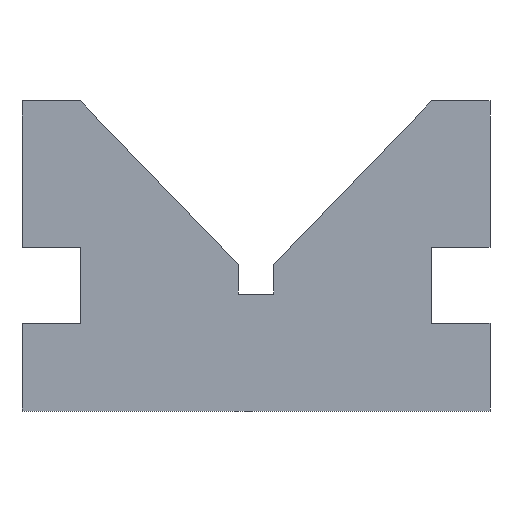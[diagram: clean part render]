
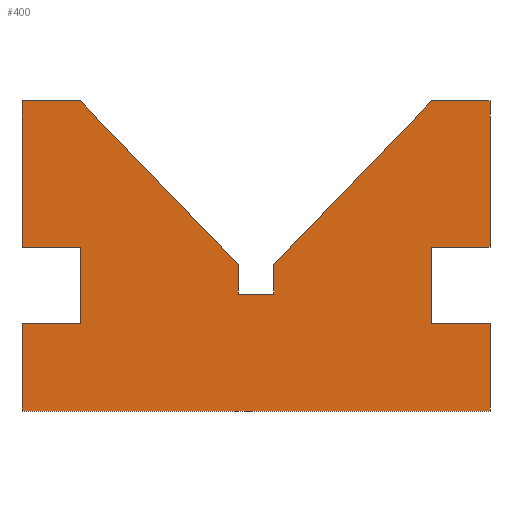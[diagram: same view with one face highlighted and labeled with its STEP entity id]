
A CAD part, front view. The second image highlights one B-rep face of the part: STEP entity #400.
In plain terms, the highlighted planar face has unit normal (0, -1, 0).
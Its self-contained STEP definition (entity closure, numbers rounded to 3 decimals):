
#34=FACE_OUTER_BOUND('',#54,.T.);
#54=EDGE_LOOP('',(#343,#344,#345,#346,#347,#348,#349,#350,#351,#352,#353,
#354,#355,#356,#357,#358,#359,#360));
#55=LINE('',#535,#109);
#59=LINE('',#543,#113);
#62=LINE('',#549,#116);
#65=LINE('',#555,#119);
#68=LINE('',#561,#122);
#71=LINE('',#567,#125);
#74=LINE('',#573,#128);
#77=LINE('',#579,#131);
#80=LINE('',#585,#134);
#83=LINE('',#591,#137);
#86=LINE('',#597,#140);
#89=LINE('',#603,#143);
#92=LINE('',#609,#146);
#95=LINE('',#615,#149);
#98=LINE('',#621,#152);
#101=LINE('',#627,#155);
#104=LINE('',#633,#158);
#107=LINE('',#638,#161);
#109=VECTOR('',#439,10.);
#113=VECTOR('',#445,10.);
#116=VECTOR('',#450,10.);
#119=VECTOR('',#455,10.);
#122=VECTOR('',#460,10.);
#125=VECTOR('',#465,10.);
#128=VECTOR('',#470,10.);
#131=VECTOR('',#475,10.);
#134=VECTOR('',#480,10.);
#137=VECTOR('',#485,10.);
#140=VECTOR('',#490,10.);
#143=VECTOR('',#495,10.);
#146=VECTOR('',#500,10.);
#149=VECTOR('',#505,10.);
#152=VECTOR('',#510,10.);
#155=VECTOR('',#515,10.);
#158=VECTOR('',#520,10.);
#161=VECTOR('',#525,10.);
#163=VERTEX_POINT('',#533);
#164=VERTEX_POINT('',#534);
#167=VERTEX_POINT('',#542);
#169=VERTEX_POINT('',#548);
#171=VERTEX_POINT('',#554);
#173=VERTEX_POINT('',#560);
#175=VERTEX_POINT('',#566);
#177=VERTEX_POINT('',#572);
#179=VERTEX_POINT('',#578);
#181=VERTEX_POINT('',#584);
#183=VERTEX_POINT('',#590);
#185=VERTEX_POINT('',#596);
#187=VERTEX_POINT('',#602);
#189=VERTEX_POINT('',#608);
#191=VERTEX_POINT('',#614);
#193=VERTEX_POINT('',#620);
#195=VERTEX_POINT('',#626);
#197=VERTEX_POINT('',#632);
#199=EDGE_CURVE('',#163,#164,#55,.T.);
#203=EDGE_CURVE('',#164,#167,#59,.T.);
#206=EDGE_CURVE('',#167,#169,#62,.T.);
#209=EDGE_CURVE('',#169,#171,#65,.T.);
#212=EDGE_CURVE('',#171,#173,#68,.T.);
#215=EDGE_CURVE('',#173,#175,#71,.T.);
#218=EDGE_CURVE('',#175,#177,#74,.T.);
#221=EDGE_CURVE('',#177,#179,#77,.T.);
#224=EDGE_CURVE('',#181,#179,#80,.T.);
#227=EDGE_CURVE('',#183,#181,#83,.T.);
#230=EDGE_CURVE('',#185,#183,#86,.T.);
#233=EDGE_CURVE('',#187,#185,#89,.T.);
#236=EDGE_CURVE('',#189,#187,#92,.T.);
#239=EDGE_CURVE('',#191,#189,#95,.T.);
#242=EDGE_CURVE('',#193,#191,#98,.T.);
#245=EDGE_CURVE('',#195,#193,#101,.T.);
#248=EDGE_CURVE('',#197,#195,#104,.T.);
#251=EDGE_CURVE('',#163,#197,#107,.T.);
#343=ORIENTED_EDGE('',*,*,#251,.F.);
#344=ORIENTED_EDGE('',*,*,#199,.T.);
#345=ORIENTED_EDGE('',*,*,#203,.T.);
#346=ORIENTED_EDGE('',*,*,#206,.T.);
#347=ORIENTED_EDGE('',*,*,#209,.T.);
#348=ORIENTED_EDGE('',*,*,#212,.T.);
#349=ORIENTED_EDGE('',*,*,#215,.T.);
#350=ORIENTED_EDGE('',*,*,#218,.T.);
#351=ORIENTED_EDGE('',*,*,#221,.T.);
#352=ORIENTED_EDGE('',*,*,#224,.F.);
#353=ORIENTED_EDGE('',*,*,#227,.F.);
#354=ORIENTED_EDGE('',*,*,#230,.F.);
#355=ORIENTED_EDGE('',*,*,#233,.F.);
#356=ORIENTED_EDGE('',*,*,#236,.F.);
#357=ORIENTED_EDGE('',*,*,#239,.F.);
#358=ORIENTED_EDGE('',*,*,#242,.F.);
#359=ORIENTED_EDGE('',*,*,#245,.F.);
#360=ORIENTED_EDGE('',*,*,#248,.F.);
#380=PLANE('',#434);
#400=ADVANCED_FACE('',(#34),#380,.F.);
#434=AXIS2_PLACEMENT_3D('',#641,#529,#530);
#439=DIRECTION('',(0.,0.,1.));
#445=DIRECTION('',(-1.,0.,0.));
#450=DIRECTION('',(0.,0.,1.));
#455=DIRECTION('',(1.,0.,0.));
#460=DIRECTION('',(0.,0.,1.));
#465=DIRECTION('',(-1.,0.,0.));
#470=DIRECTION('',(-0.694,0.,-0.72));
#475=DIRECTION('',(0.,0.,-1.));
#480=DIRECTION('',(1.,0.,0.));
#485=DIRECTION('',(0.,0.,-1.));
#490=DIRECTION('',(0.694,0.,-0.72));
#495=DIRECTION('',(1.,0.,0.));
#500=DIRECTION('',(0.,0.,1.));
#505=DIRECTION('',(-1.,0.,0.));
#510=DIRECTION('',(0.,0.,1.));
#515=DIRECTION('',(1.,0.,0.));
#520=DIRECTION('',(0.,0.,1.));
#525=DIRECTION('',(-1.,0.,0.));
#529=DIRECTION('center_axis',(0.,1.,0.));
#530=DIRECTION('ref_axis',(1.,0.,0.));
#533=CARTESIAN_POINT('',(40.,0.,0.));
#534=CARTESIAN_POINT('',(40.,0.,15.));
#535=CARTESIAN_POINT('',(40.,0.,0.));
#542=CARTESIAN_POINT('',(30.,0.,15.));
#543=CARTESIAN_POINT('',(40.,0.,15.));
#548=CARTESIAN_POINT('',(30.,0.,28.));
#549=CARTESIAN_POINT('',(30.,0.,15.));
#554=CARTESIAN_POINT('',(40.,0.,28.));
#555=CARTESIAN_POINT('',(30.,0.,28.));
#560=CARTESIAN_POINT('',(40.,0.,53.));
#561=CARTESIAN_POINT('',(40.,0.,28.));
#566=CARTESIAN_POINT('',(30.,0.,53.));
#567=CARTESIAN_POINT('',(40.,0.,53.));
#572=CARTESIAN_POINT('',(3.,0.,25.));
#573=CARTESIAN_POINT('',(30.,0.,53.));
#578=CARTESIAN_POINT('',(3.,0.,20.));
#579=CARTESIAN_POINT('',(3.,0.,25.));
#584=CARTESIAN_POINT('',(-3.,0.,20.));
#585=CARTESIAN_POINT('',(-3.,0.,20.));
#590=CARTESIAN_POINT('',(-3.,0.,25.));
#591=CARTESIAN_POINT('',(-3.,0.,25.));
#596=CARTESIAN_POINT('',(-30.,0.,53.));
#597=CARTESIAN_POINT('',(-30.,0.,53.));
#602=CARTESIAN_POINT('',(-40.,0.,53.));
#603=CARTESIAN_POINT('',(-40.,0.,53.));
#608=CARTESIAN_POINT('',(-40.,0.,28.));
#609=CARTESIAN_POINT('',(-40.,0.,28.));
#614=CARTESIAN_POINT('',(-30.,0.,28.));
#615=CARTESIAN_POINT('',(-30.,0.,28.));
#620=CARTESIAN_POINT('',(-30.,0.,15.));
#621=CARTESIAN_POINT('',(-30.,0.,15.));
#626=CARTESIAN_POINT('',(-40.,0.,15.));
#627=CARTESIAN_POINT('',(-40.,0.,15.));
#632=CARTESIAN_POINT('',(-40.,0.,0.));
#633=CARTESIAN_POINT('',(-40.,0.,0.));
#638=CARTESIAN_POINT('',(0.,0.,0.));
#641=CARTESIAN_POINT('Origin',(0.,0.,26.5));
